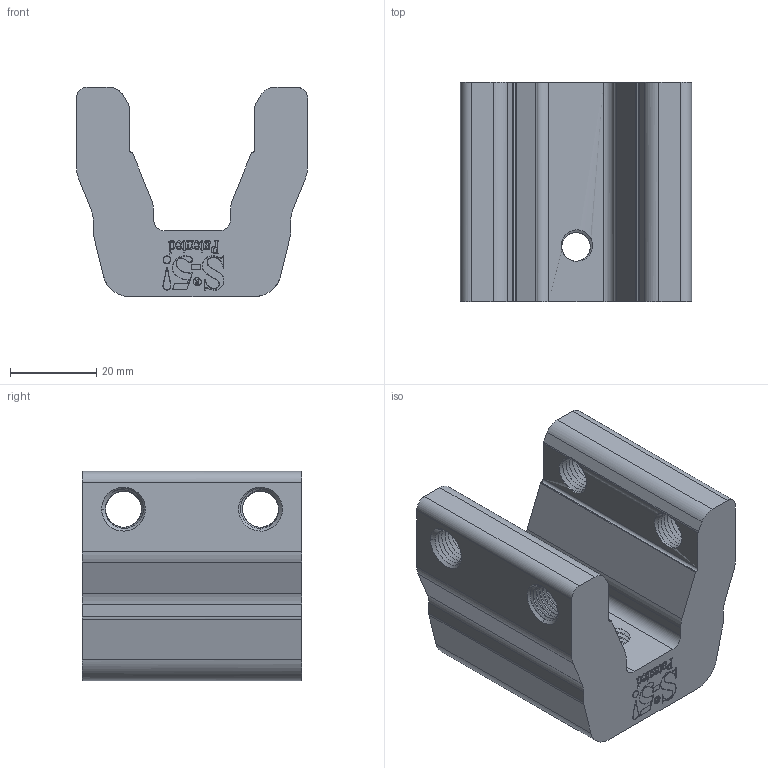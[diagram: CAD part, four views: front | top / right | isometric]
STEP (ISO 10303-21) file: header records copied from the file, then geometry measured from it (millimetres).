
FILE_DESCRIPTION (( 'STEP AP203' ), '1' );
FILE_NAME ('S-5-KHD.STEP', '2016-12-07T22:16:08', ( '' ), ( '' ), 'SwSTEP 2.0', 'SolidWorks 2017', '' );
FILE_SCHEMA (( 'CONFIG_CONTROL_DESIGN' ));
Length unit declared in the file: inch
Products named in the file (1): S-5-KHD
Bounding box: 53.59 x 50.8 x 48.51 mm (x, y, z)
Volume: 73867.9 mm3; surface area: 16747.6 mm2
Topology: 1 solids, 1 shells, 481 faces, 1364 edges, 916 vertices
Faces by surface type: plane 254, bspline 188, cylinder 26, cone 13
Entity records: 29720 total; most frequent: CARTESIAN_POINT 18638, ORIENTED_EDGE 2728, DIRECTION 1476, EDGE_CURVE 1364, VERTEX_POINT 916, VECTOR 872, LINE 872, EDGE_LOOP 522
